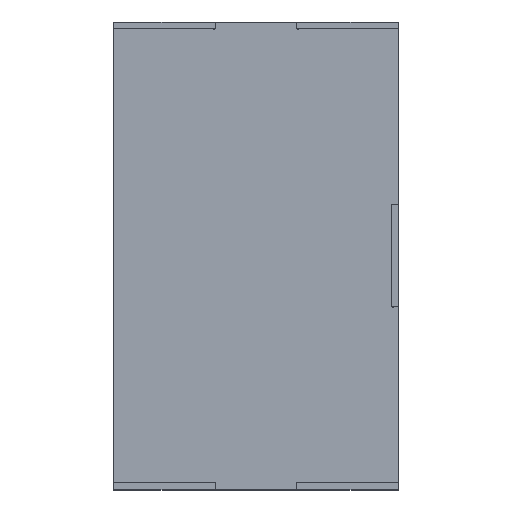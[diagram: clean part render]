
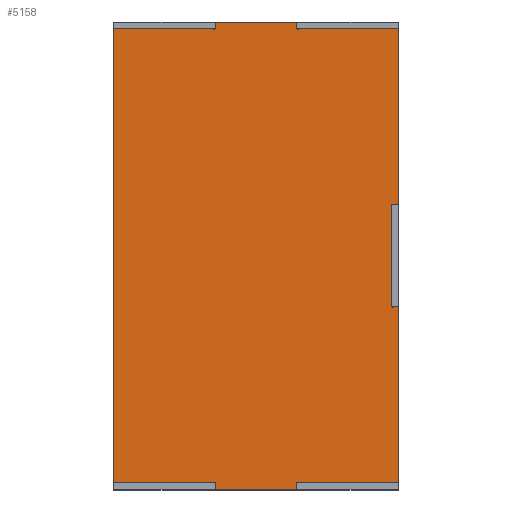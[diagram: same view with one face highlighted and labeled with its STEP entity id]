
A CAD part, top view. The second image highlights one B-rep face of the part: STEP entity #5158.
In plain terms, the highlighted planar face has unit normal (0, 0, 1).
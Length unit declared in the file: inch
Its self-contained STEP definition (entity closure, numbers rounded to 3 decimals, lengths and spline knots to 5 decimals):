
#133=PLANE('',#5567);
#336=FACE_OUTER_BOUND('',#619,.T.);
#619=EDGE_LOOP('',(#3752,#3753,#3754,#3755,#3756,#3757,#3758,#3759,#3760,
#3761,#3762,#3763,#3764,#3765,#3766,#3767,#3768,#3769,#3770,#3771,#3772,
#3773));
#902=CIRCLE('',#5566,0.125);
#903=CIRCLE('',#5568,0.125);
#904=CIRCLE('',#5569,0.125);
#905=CIRCLE('',#5570,0.125);
#906=CIRCLE('',#5571,0.125);
#907=CIRCLE('',#5572,0.125);
#1131=LINE('',#7726,#1722);
#1132=LINE('',#7728,#1723);
#1133=LINE('',#7730,#1724);
#1134=LINE('',#7734,#1725);
#1135=LINE('',#7736,#1726);
#1136=LINE('',#7738,#1727);
#1137=LINE('',#7742,#1728);
#1138=LINE('',#7744,#1729);
#1139=LINE('',#7746,#1730);
#1140=LINE('',#7750,#1731);
#1141=LINE('',#7754,#1732);
#1142=LINE('',#7756,#1733);
#1143=LINE('',#7758,#1734);
#1144=LINE('',#7762,#1735);
#1145=LINE('',#7764,#1736);
#1146=LINE('',#7765,#1737);
#1722=VECTOR('',#6209,0.3937);
#1723=VECTOR('',#6210,0.3937);
#1724=VECTOR('',#6211,0.3937);
#1725=VECTOR('',#6214,0.3937);
#1726=VECTOR('',#6215,0.3937);
#1727=VECTOR('',#6216,0.3937);
#1728=VECTOR('',#6219,0.3937);
#1729=VECTOR('',#6220,0.3937);
#1730=VECTOR('',#6221,0.3937);
#1731=VECTOR('',#6224,0.3937);
#1732=VECTOR('',#6227,0.3937);
#1733=VECTOR('',#6228,0.3937);
#1734=VECTOR('',#6229,0.3937);
#1735=VECTOR('',#6232,0.3937);
#1736=VECTOR('',#6233,0.3937);
#1737=VECTOR('',#6234,0.3937);
#2307=VERTEX_POINT('',#7719);
#2308=VERTEX_POINT('',#7721);
#2309=VERTEX_POINT('',#7725);
#2310=VERTEX_POINT('',#7727);
#2311=VERTEX_POINT('',#7729);
#2312=VERTEX_POINT('',#7731);
#2313=VERTEX_POINT('',#7733);
#2314=VERTEX_POINT('',#7735);
#2315=VERTEX_POINT('',#7737);
#2316=VERTEX_POINT('',#7739);
#2317=VERTEX_POINT('',#7741);
#2318=VERTEX_POINT('',#7743);
#2319=VERTEX_POINT('',#7745);
#2320=VERTEX_POINT('',#7747);
#2321=VERTEX_POINT('',#7749);
#2322=VERTEX_POINT('',#7751);
#2323=VERTEX_POINT('',#7753);
#2324=VERTEX_POINT('',#7755);
#2325=VERTEX_POINT('',#7757);
#2326=VERTEX_POINT('',#7759);
#2327=VERTEX_POINT('',#7761);
#2328=VERTEX_POINT('',#7763);
#2859=EDGE_CURVE('',#2308,#2307,#902,.T.);
#2861=EDGE_CURVE('',#2307,#2309,#1131,.T.);
#2862=EDGE_CURVE('',#2309,#2310,#1132,.T.);
#2863=EDGE_CURVE('',#2310,#2311,#1133,.T.);
#2864=EDGE_CURVE('',#2311,#2312,#903,.T.);
#2865=EDGE_CURVE('',#2312,#2313,#1134,.T.);
#2866=EDGE_CURVE('',#2313,#2314,#1135,.T.);
#2867=EDGE_CURVE('',#2314,#2315,#1136,.T.);
#2868=EDGE_CURVE('',#2315,#2316,#904,.T.);
#2869=EDGE_CURVE('',#2316,#2317,#1137,.T.);
#2870=EDGE_CURVE('',#2317,#2318,#1138,.T.);
#2871=EDGE_CURVE('',#2318,#2319,#1139,.T.);
#2872=EDGE_CURVE('',#2319,#2320,#905,.T.);
#2873=EDGE_CURVE('',#2320,#2321,#1140,.T.);
#2874=EDGE_CURVE('',#2321,#2322,#906,.T.);
#2875=EDGE_CURVE('',#2322,#2323,#1141,.T.);
#2876=EDGE_CURVE('',#2323,#2324,#1142,.T.);
#2877=EDGE_CURVE('',#2324,#2325,#1143,.T.);
#2878=EDGE_CURVE('',#2325,#2326,#907,.T.);
#2879=EDGE_CURVE('',#2326,#2327,#1144,.T.);
#2880=EDGE_CURVE('',#2327,#2328,#1145,.T.);
#2881=EDGE_CURVE('',#2328,#2308,#1146,.T.);
#3752=ORIENTED_EDGE('',*,*,#2859,.T.);
#3753=ORIENTED_EDGE('',*,*,#2861,.T.);
#3754=ORIENTED_EDGE('',*,*,#2862,.T.);
#3755=ORIENTED_EDGE('',*,*,#2863,.T.);
#3756=ORIENTED_EDGE('',*,*,#2864,.T.);
#3757=ORIENTED_EDGE('',*,*,#2865,.T.);
#3758=ORIENTED_EDGE('',*,*,#2866,.T.);
#3759=ORIENTED_EDGE('',*,*,#2867,.T.);
#3760=ORIENTED_EDGE('',*,*,#2868,.T.);
#3761=ORIENTED_EDGE('',*,*,#2869,.T.);
#3762=ORIENTED_EDGE('',*,*,#2870,.T.);
#3763=ORIENTED_EDGE('',*,*,#2871,.T.);
#3764=ORIENTED_EDGE('',*,*,#2872,.T.);
#3765=ORIENTED_EDGE('',*,*,#2873,.T.);
#3766=ORIENTED_EDGE('',*,*,#2874,.T.);
#3767=ORIENTED_EDGE('',*,*,#2875,.T.);
#3768=ORIENTED_EDGE('',*,*,#2876,.T.);
#3769=ORIENTED_EDGE('',*,*,#2877,.T.);
#3770=ORIENTED_EDGE('',*,*,#2878,.T.);
#3771=ORIENTED_EDGE('',*,*,#2879,.T.);
#3772=ORIENTED_EDGE('',*,*,#2880,.T.);
#3773=ORIENTED_EDGE('',*,*,#2881,.T.);
#5158=ADVANCED_FACE('',(#336),#133,.T.);
#5566=AXIS2_PLACEMENT_3D('',#7722,#6204,#6205);
#5567=AXIS2_PLACEMENT_3D('',#7724,#6207,#6208);
#5568=AXIS2_PLACEMENT_3D('',#7732,#6212,#6213);
#5569=AXIS2_PLACEMENT_3D('',#7740,#6217,#6218);
#5570=AXIS2_PLACEMENT_3D('',#7748,#6222,#6223);
#5571=AXIS2_PLACEMENT_3D('',#7752,#6225,#6226);
#5572=AXIS2_PLACEMENT_3D('',#7760,#6230,#6231);
#6204=DIRECTION('center_axis',(0.,0.,-1.));
#6205=DIRECTION('ref_axis',(1.,0.,0.));
#6207=DIRECTION('center_axis',(0.,0.,1.));
#6208=DIRECTION('ref_axis',(1.,0.,0.));
#6209=DIRECTION('',(-1.,0.,0.));
#6210=DIRECTION('',(0.,-1.,0.));
#6211=DIRECTION('',(1.,0.,0.));
#6212=DIRECTION('center_axis',(0.,0.,-1.));
#6213=DIRECTION('ref_axis',(1.,0.,0.));
#6214=DIRECTION('',(0.,-1.,0.));
#6215=DIRECTION('',(1.,0.,0.));
#6216=DIRECTION('',(0.,1.,0.));
#6217=DIRECTION('center_axis',(0.,0.,-1.));
#6218=DIRECTION('ref_axis',(1.,0.,0.));
#6219=DIRECTION('',(1.,0.,0.));
#6220=DIRECTION('',(0.,1.,0.));
#6221=DIRECTION('',(-1.,0.,0.));
#6222=DIRECTION('center_axis',(0.,0.,-1.));
#6223=DIRECTION('ref_axis',(1.,0.,0.));
#6224=DIRECTION('',(0.,1.,0.));
#6225=DIRECTION('center_axis',(0.,0.,-1.));
#6226=DIRECTION('ref_axis',(1.,0.,0.));
#6227=DIRECTION('',(1.,0.,0.));
#6228=DIRECTION('',(0.,1.,0.));
#6229=DIRECTION('',(-1.,0.,0.));
#6230=DIRECTION('center_axis',(0.,0.,-1.));
#6231=DIRECTION('ref_axis',(1.,0.,0.));
#6232=DIRECTION('',(0.,1.,0.));
#6233=DIRECTION('',(-1.,0.,0.));
#6234=DIRECTION('',(0.,-1.,0.));
#7719=CARTESIAN_POINT('',(7.32322,34.,18.));
#7721=CARTESIAN_POINT('',(7.5,34.17678,18.));
#7722=CARTESIAN_POINT('Origin',(7.41161,34.08839,18.));
#7724=CARTESIAN_POINT('Origin',(10.5,17.25,18.));
#7725=CARTESIAN_POINT('',(0.,34.,18.));
#7726=CARTESIAN_POINT('',(0.,34.,18.));
#7727=CARTESIAN_POINT('',(0.,0.5,18.));
#7728=CARTESIAN_POINT('',(0.,0.5,18.));
#7729=CARTESIAN_POINT('',(7.32322,0.5,18.));
#7730=CARTESIAN_POINT('',(7.5,0.5,18.));
#7731=CARTESIAN_POINT('',(7.5,0.32322,18.));
#7732=CARTESIAN_POINT('Origin',(7.41161,0.41161,18.));
#7733=CARTESIAN_POINT('',(7.5,0.,18.));
#7734=CARTESIAN_POINT('',(7.5,0.5,18.));
#7735=CARTESIAN_POINT('',(13.5,0.,18.));
#7736=CARTESIAN_POINT('',(7.5,0.,18.));
#7737=CARTESIAN_POINT('',(13.5,0.32322,18.));
#7738=CARTESIAN_POINT('',(13.5,0.,18.));
#7739=CARTESIAN_POINT('',(13.67678,0.5,18.));
#7740=CARTESIAN_POINT('Origin',(13.58839,0.41161,18.));
#7741=CARTESIAN_POINT('',(21.,0.5,18.));
#7742=CARTESIAN_POINT('',(13.5,0.5,18.));
#7743=CARTESIAN_POINT('',(21.,13.5,18.));
#7744=CARTESIAN_POINT('',(21.,0.5,18.));
#7745=CARTESIAN_POINT('',(20.67678,13.5,18.));
#7746=CARTESIAN_POINT('',(21.,13.5,18.));
#7747=CARTESIAN_POINT('',(20.5,13.67678,18.));
#7748=CARTESIAN_POINT('Origin',(20.58839,13.58839,18.));
#7749=CARTESIAN_POINT('',(20.5,20.82322,18.));
#7750=CARTESIAN_POINT('',(20.5,21.,18.));
#7751=CARTESIAN_POINT('',(20.67678,21.,18.));
#7752=CARTESIAN_POINT('Origin',(20.58839,20.91161,18.));
#7753=CARTESIAN_POINT('',(21.,21.,18.));
#7754=CARTESIAN_POINT('',(21.,21.,18.));
#7755=CARTESIAN_POINT('',(21.,34.,18.));
#7756=CARTESIAN_POINT('',(21.,34.,18.));
#7757=CARTESIAN_POINT('',(13.67678,34.,18.));
#7758=CARTESIAN_POINT('',(21.,34.,18.));
#7759=CARTESIAN_POINT('',(13.5,34.17678,18.));
#7760=CARTESIAN_POINT('Origin',(13.58839,34.08839,18.));
#7761=CARTESIAN_POINT('',(13.5,34.5,18.));
#7762=CARTESIAN_POINT('',(13.5,34.5,18.));
#7763=CARTESIAN_POINT('',(7.5,34.5,18.));
#7764=CARTESIAN_POINT('',(7.5,34.5,18.));
#7765=CARTESIAN_POINT('',(7.5,34.,18.));
